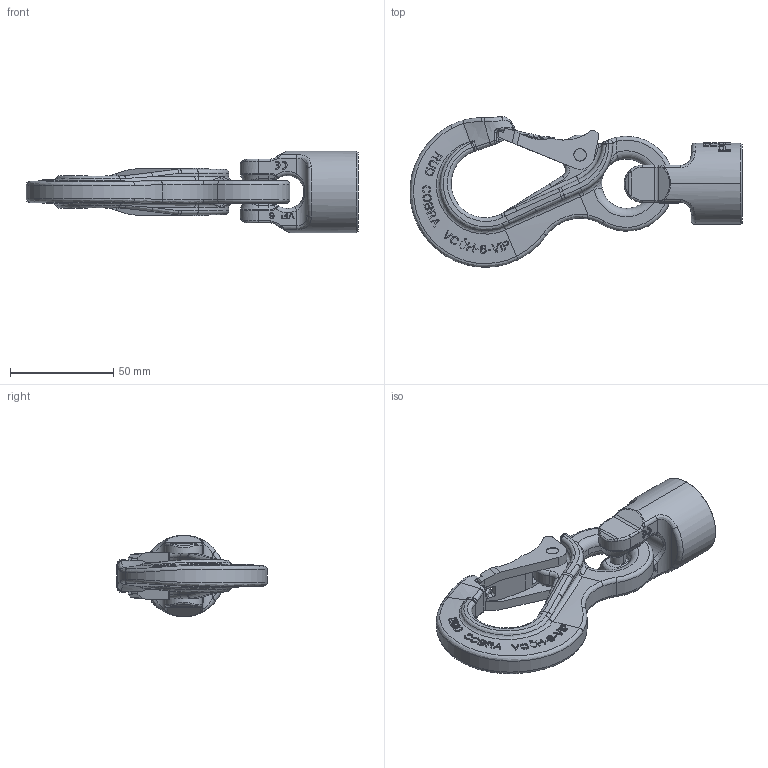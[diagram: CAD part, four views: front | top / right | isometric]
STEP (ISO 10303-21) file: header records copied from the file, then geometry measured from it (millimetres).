
FILE_DESCRIPTION((''),'2;1');
FILE_NAME('001-M31452-P-50_ASM','2019-04-29T',('anja.joas'),(''),'PRO/ENGINEER BY PARAMETRIC TECHNOLOGY CORPORATION, 2011490','PRO/ENGINEER BY PARAMETRIC TECHNOLOGY CORPORATION, 2011490','');
FILE_SCHEMA(('CONFIG_CONTROL_DESIGN'));
Length unit declared in the file: millimetre
Products named in the file (5): 001-M31452-P-20_AF0; 001-M31538-P-01; 001-M31245-001; 001-M31538-P-01_ASM; 001-M31452-P-50_ASM
Assembly tree (4 placements, depth 3):
  001-M31452-P-50_ASM
    001-M31452-P-20_AF0
    001-M31538-P-01_ASM
      001-M31538-P-01
      001-M31245-001
Bounding box: 160.96 x 72.98 x 39.5 mm (x, y, z)
Volume: 100202.1 mm3; surface area: 27731 mm2
Topology: 3 solids, 3 shells, 1341 faces, 3574 edges, 2278 vertices
Faces by surface type: plane 884, bspline 231, cylinder 138, torus 48, sphere 38, cone 2
Entity records: 56178 total; most frequent: CARTESIAN_POINT 26327, ORIENTED_EDGE 7090, DIRECTION 4795, EDGE_CURVE 3545, VERTEX_POINT 2278, AXIS2_PLACEMENT_3D 1640, VECTOR 1515, LINE 1515
